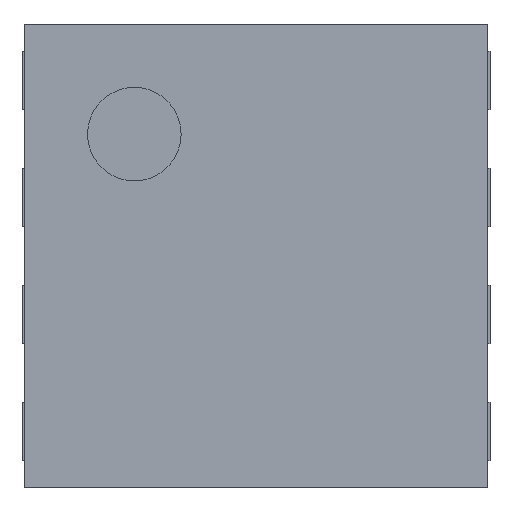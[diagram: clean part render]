
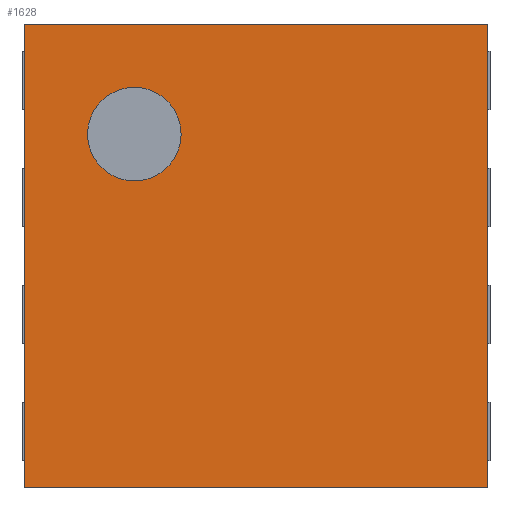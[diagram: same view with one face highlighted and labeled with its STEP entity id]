
A CAD part, top view. The second image highlights one B-rep face of the part: STEP entity #1628.
In plain terms, the highlighted planar face has unit normal (0, 0, 1).
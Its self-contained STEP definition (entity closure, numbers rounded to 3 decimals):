
#502 = VERTEX_POINT('',#503);
#503 = CARTESIAN_POINT('',(0.99,0.99,0.92));
#509 = EDGE_CURVE('',#502,#510,#512,.T.);
#510 = VERTEX_POINT('',#511);
#511 = CARTESIAN_POINT('',(0.99,-0.99,0.92));
#512 = LINE('',#513,#514);
#513 = CARTESIAN_POINT('',(0.99,0.99,0.92));
#514 = VECTOR('',#515,1.);
#515 = DIRECTION('',(0.,-1.,0.));
#1016 = VERTEX_POINT('',#1017);
#1017 = CARTESIAN_POINT('',(-0.99,-0.99,0.92));
#1025 = EDGE_CURVE('',#1016,#510,#1026,.T.);
#1026 = LINE('',#1027,#1028);
#1027 = CARTESIAN_POINT('',(-0.99,-0.99,0.92));
#1028 = VECTOR('',#1029,1.);
#1029 = DIRECTION('',(1.,0.,0.));
#1041 = VERTEX_POINT('',#1042);
#1042 = CARTESIAN_POINT('',(-0.99,0.99,0.92));
#1048 = EDGE_CURVE('',#1041,#1016,#1049,.T.);
#1049 = LINE('',#1050,#1051);
#1050 = CARTESIAN_POINT('',(-0.99,0.99,0.92));
#1051 = VECTOR('',#1052,1.);
#1052 = DIRECTION('',(0.,-1.,0.));
#1550 = EDGE_CURVE('',#1041,#502,#1551,.T.);
#1551 = LINE('',#1552,#1553);
#1552 = CARTESIAN_POINT('',(-0.99,0.99,0.92));
#1553 = VECTOR('',#1554,1.);
#1554 = DIRECTION('',(1.,0.,0.));
#1628 = ADVANCED_FACE('',(#1629,#1635),#1646,.T.);
#1629 = FACE_BOUND('',#1630,.T.);
#1630 = EDGE_LOOP('',(#1631,#1632,#1633,#1634));
#1631 = ORIENTED_EDGE('',*,*,#1550,.F.);
#1632 = ORIENTED_EDGE('',*,*,#1048,.T.);
#1633 = ORIENTED_EDGE('',*,*,#1025,.T.);
#1634 = ORIENTED_EDGE('',*,*,#509,.F.);
#1635 = FACE_BOUND('',#1636,.T.);
#1636 = EDGE_LOOP('',(#1637));
#1637 = ORIENTED_EDGE('',*,*,#1638,.T.);
#1638 = EDGE_CURVE('',#1639,#1639,#1641,.T.);
#1639 = VERTEX_POINT('',#1640);
#1640 = CARTESIAN_POINT('',(-0.52,0.32,0.92));
#1641 = CIRCLE('',#1642,0.2);
#1642 = AXIS2_PLACEMENT_3D('',#1643,#1644,#1645);
#1643 = CARTESIAN_POINT('',(-0.52,0.52,0.92));
#1644 = DIRECTION('',(-0.,0.,-1.));
#1645 = DIRECTION('',(0.,-1.,0.));
#1646 = PLANE('',#1647);
#1647 = AXIS2_PLACEMENT_3D('',#1648,#1649,#1650);
#1648 = CARTESIAN_POINT('',(-0.99,0.99,0.92));
#1649 = DIRECTION('',(0.,0.,1.));
#1650 = DIRECTION('',(0.,-1.,0.));
